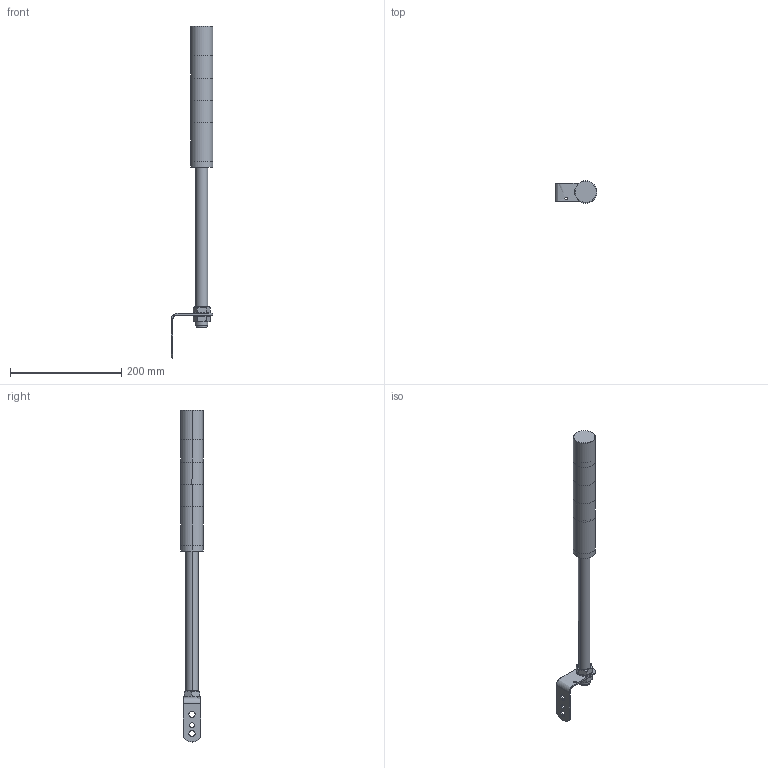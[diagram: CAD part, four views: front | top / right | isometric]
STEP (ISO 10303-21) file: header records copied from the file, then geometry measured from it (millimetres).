
FILE_DESCRIPTION (( 'STEP AP214' ), '1' );
FILE_NAME ('LR4-302LJBW-RYG.step', '2018-07-03T11:54:28', ( '' ), ( '' ), 'SwSTEP 2.0', 'SolidWorks 2017', '' );
FILE_SCHEMA (( 'AUTOMOTIVE_DESIGN' ));
Length unit declared in the file: inch
Products named in the file (1): LR4-302LJBW-RYG
Bounding box: 75 x 40 x 596.5 mm (x, y, z)
Volume: 383251.7 mm3; surface area: 116803.1 mm2
Topology: 12 solids, 12 shells, 159 faces, 334 edges, 220 vertices
Faces by surface type: cylinder 87, plane 58, bspline 10, cone 4
Entity records: 7597 total; most frequent: CARTESIAN_POINT 1812, DIRECTION 790, ORIENTED_EDGE 668, AXIS2_PLACEMENT_3D 334, EDGE_CURVE 334, VERTEX_POINT 220, EDGE_LOOP 206, CIRCLE 184
